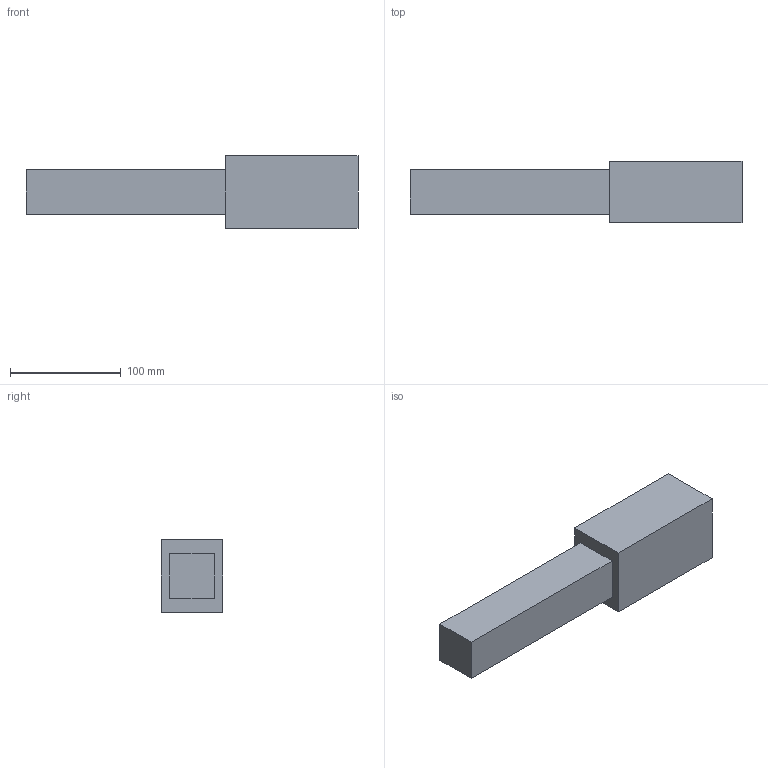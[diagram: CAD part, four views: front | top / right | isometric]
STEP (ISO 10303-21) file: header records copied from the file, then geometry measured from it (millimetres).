
FILE_DESCRIPTION (( 'STEP AP203' ), '1' );
FILE_NAME ('Eslabón_P2_Predeterminado_sldprt.STEP', '2020-09-18T05:52:40', ( '' ), ( '' ), 'SwSTEP 2.0', 'SolidWorks 2018', '' );
FILE_SCHEMA (( 'CONFIG_CONTROL_DESIGN' ));
Length unit declared in the file: millimetre
Products named in the file (1): Eslabón_P2_Predeterminado_sldprt
Bounding box: 300 x 55.61 x 65.23 mm (x, y, z)
Volume: 723298.9 mm3; surface area: 65056.7 mm2
Topology: 1 solids, 1 shells, 11 faces, 24 edges, 16 vertices
Faces by surface type: plane 11
Entity records: 375 total; most frequent: CARTESIAN_POINT 52, ORIENTED_EDGE 48, DIRECTION 48, EDGE_CURVE 24, LINE 24, VECTOR 24, VERTEX_POINT 16, EDGE_LOOP 12
